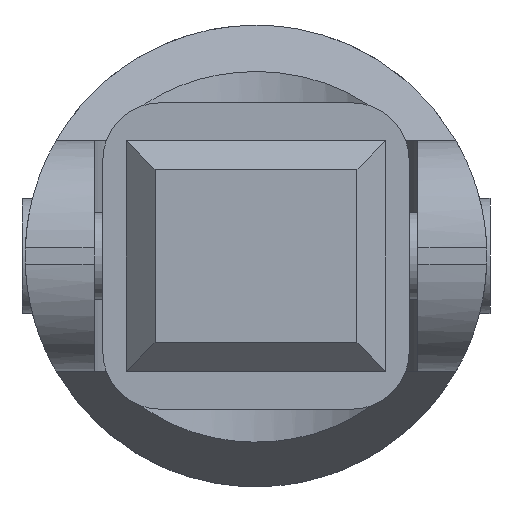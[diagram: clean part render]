
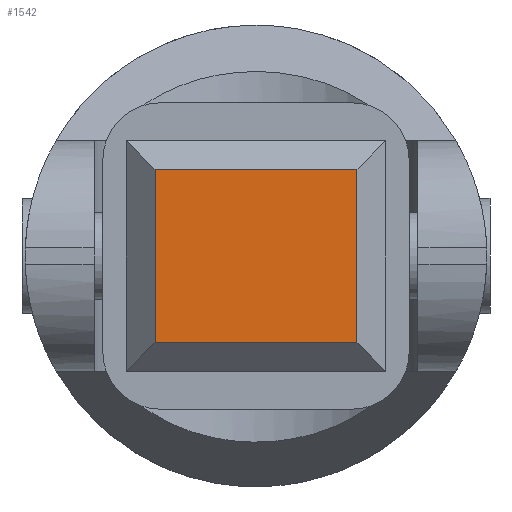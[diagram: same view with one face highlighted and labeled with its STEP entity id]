
A CAD part, left-side view. The second image highlights one B-rep face of the part: STEP entity #1542.
In plain terms, the highlighted planar face has unit normal (-1, 0, 0).
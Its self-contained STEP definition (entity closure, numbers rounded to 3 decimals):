
#217=FACE_OUTER_BOUND('',#321,.T.);
#321=EDGE_LOOP('',(#1393,#1394,#1395,#1396));
#462=LINE('',#2787,#606);
#465=LINE('',#2792,#609);
#466=LINE('',#2795,#610);
#468=LINE('',#2798,#612);
#606=VECTOR('',#2126,10.);
#609=VECTOR('',#2131,10.);
#610=VECTOR('',#2134,10.);
#612=VECTOR('',#2138,10.);
#754=VERTEX_POINT('',#2784);
#755=VERTEX_POINT('',#2786);
#756=VERTEX_POINT('',#2790);
#757=VERTEX_POINT('',#2794);
#966=EDGE_CURVE('',#755,#754,#462,.T.);
#969=EDGE_CURVE('',#754,#756,#465,.T.);
#970=EDGE_CURVE('',#756,#757,#466,.T.);
#972=EDGE_CURVE('',#757,#755,#468,.T.);
#1393=ORIENTED_EDGE('',*,*,#972,.T.);
#1394=ORIENTED_EDGE('',*,*,#966,.T.);
#1395=ORIENTED_EDGE('',*,*,#969,.T.);
#1396=ORIENTED_EDGE('',*,*,#970,.T.);
#1456=PLANE('',#1711);
#1542=ADVANCED_FACE('',(#217),#1456,.T.);
#1711=AXIS2_PLACEMENT_3D('',#2799,#2139,#2140);
#2126=DIRECTION('',(0.,0.,-1.));
#2131=DIRECTION('',(0.,-1.,0.));
#2134=DIRECTION('',(0.,0.,1.));
#2138=DIRECTION('',(0.,1.,0.));
#2139=DIRECTION('center_axis',(-1.,0.,0.));
#2140=DIRECTION('ref_axis',(0.,0.,1.));
#2784=CARTESIAN_POINT('',(-5.659,-0.672,-11.005));
#2786=CARTESIAN_POINT('',(-5.659,-0.672,-5.005));
#2787=CARTESIAN_POINT('',(-5.659,-0.672,-5.005));
#2790=CARTESIAN_POINT('',(-5.659,-7.672,-11.005));
#2792=CARTESIAN_POINT('',(-5.659,-0.672,-11.005));
#2794=CARTESIAN_POINT('',(-5.659,-7.672,-5.005));
#2795=CARTESIAN_POINT('',(-5.659,-7.672,-11.005));
#2798=CARTESIAN_POINT('',(-5.659,-7.672,-5.005));
#2799=CARTESIAN_POINT('Origin',(-5.659,-4.172,-8.005));
